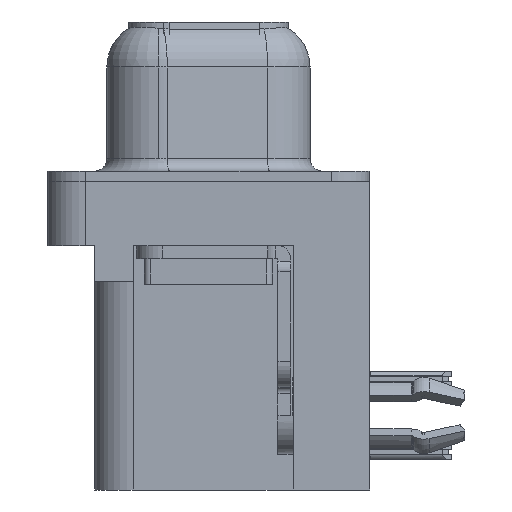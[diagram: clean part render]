
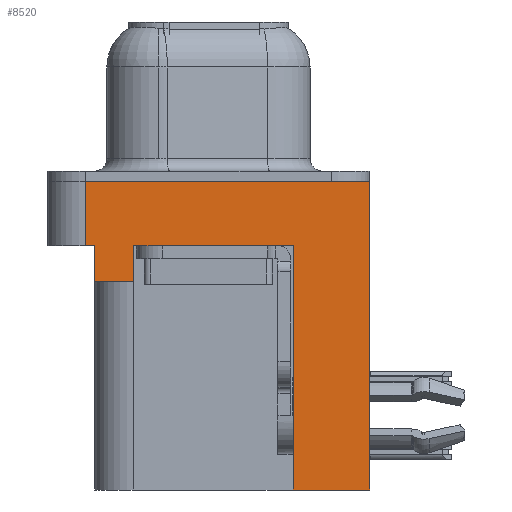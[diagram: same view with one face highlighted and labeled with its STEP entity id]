
A CAD part, left-side view. The second image highlights one B-rep face of the part: STEP entity #8520.
In plain terms, the highlighted planar face has unit normal (-1, 0, 0).
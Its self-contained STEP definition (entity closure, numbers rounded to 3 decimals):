
#205 = CARTESIAN_POINT ( 'NONE',  ( -2.91, 4.425, -3.9 ) ) ;
#291 = VECTOR ( 'NONE', #10993, 1000. ) ;
#539 = DIRECTION ( 'NONE',  ( 0., 0., 1. ) ) ;
#1884 = DIRECTION ( 'NONE',  ( 0., 0., 1. ) ) ;
#2271 = EDGE_CURVE ( 'NONE', #11328, #25989, #22491, .T. ) ;
#2726 = LINE ( 'NONE', #19253, #26604 ) ;
#4124 = CARTESIAN_POINT ( 'NONE',  ( -2.91, -3.295, -12. ) ) ;
#4137 = CARTESIAN_POINT ( 'NONE',  ( -2.91, 4.425, -2.5 ) ) ;
#5058 = CARTESIAN_POINT ( 'NONE',  ( -2.91, -6.275, 0. ) ) ;
#5095 = VERTEX_POINT ( 'NONE', #17068 ) ;
#5156 = DIRECTION ( 'NONE',  ( 0., 0., 1. ) ) ;
#5421 = CARTESIAN_POINT ( 'NONE',  ( -2.91, -6.275, -2.5 ) ) ;
#6015 = LINE ( 'NONE', #5421, #291 ) ;
#6138 = ORIENTED_EDGE ( 'NONE', *, *, #32284, .F. ) ;
#7809 = DIRECTION ( 'NONE',  ( -1., 0., 0. ) ) ;
#7907 = CARTESIAN_POINT ( 'NONE',  ( -2.91, -3.295, -12. ) ) ;
#8025 = ORIENTED_EDGE ( 'NONE', *, *, #2271, .F. ) ;
#8073 = DIRECTION ( 'NONE',  ( 0., -1., 0. ) ) ;
#8321 = VECTOR ( 'NONE', #30919, 1000. ) ;
#8520 = ADVANCED_FACE ( 'NONE', ( #16294 ), #13935, .T. ) ;
#8539 = VERTEX_POINT ( 'NONE', #27274 ) ;
#10013 = AXIS2_PLACEMENT_3D ( 'NONE', #16128, #7809, #5156 ) ;
#10285 = CARTESIAN_POINT ( 'NONE',  ( -2.91, 4.425, -3.9 ) ) ;
#10539 = VECTOR ( 'NONE', #23499, 1000. ) ;
#10712 = EDGE_CURVE ( 'NONE', #24313, #15437, #13587, .T. ) ;
#10786 = CARTESIAN_POINT ( 'NONE',  ( -2.91, 4.775, -2.5 ) ) ;
#10993 = DIRECTION ( 'NONE',  ( 0., -1., 0. ) ) ;
#11328 = VERTEX_POINT ( 'NONE', #7907 ) ;
#11689 = EDGE_CURVE ( 'NONE', #5095, #12568, #19473, .T. ) ;
#11770 = LINE ( 'NONE', #19486, #23907 ) ;
#11893 = CARTESIAN_POINT ( 'NONE',  ( -2.91, -3.295, -12. ) ) ;
#12097 = VECTOR ( 'NONE', #14702, 1000. ) ;
#12109 = CARTESIAN_POINT ( 'NONE',  ( -2.91, -6.275, -2.5 ) ) ;
#12568 = VERTEX_POINT ( 'NONE', #32805 ) ;
#12653 = VERTEX_POINT ( 'NONE', #10786 ) ;
#12665 = CARTESIAN_POINT ( 'NONE',  ( -2.91, -3.295, -2.5 ) ) ;
#12810 = ORIENTED_EDGE ( 'NONE', *, *, #33044, .F. ) ;
#13587 = LINE ( 'NONE', #205, #8321 ) ;
#13623 = VERTEX_POINT ( 'NONE', #4137 ) ;
#13911 = EDGE_CURVE ( 'NONE', #8539, #12568, #20618, .T. ) ;
#13935 = PLANE ( 'NONE',  #10013 ) ;
#14320 = CARTESIAN_POINT ( 'NONE',  ( -2.91, 2.895, -3.9 ) ) ;
#14428 = LINE ( 'NONE', #10285, #15706 ) ;
#14526 = EDGE_CURVE ( 'NONE', #8539, #11328, #32756, .T. ) ;
#14702 = DIRECTION ( 'NONE',  ( 0., -1., 0. ) ) ;
#15437 = VERTEX_POINT ( 'NONE', #23967 ) ;
#15706 = VECTOR ( 'NONE', #1884, 1000. ) ;
#15915 = ORIENTED_EDGE ( 'NONE', *, *, #13911, .T. ) ;
#16128 = CARTESIAN_POINT ( 'NONE',  ( -2.91, -6.275, -2.5 ) ) ;
#16294 = FACE_OUTER_BOUND ( 'NONE', #21163, .T. ) ;
#17068 = CARTESIAN_POINT ( 'NONE',  ( -2.91, 4.775, 0. ) ) ;
#17527 = DIRECTION ( 'NONE',  ( 0., 0., 1. ) ) ;
#17753 = VECTOR ( 'NONE', #17527, 1000. ) ;
#19253 = CARTESIAN_POINT ( 'NONE',  ( -2.91, -6.275, -2.5 ) ) ;
#19473 = LINE ( 'NONE', #5058, #12097 ) ;
#19486 = CARTESIAN_POINT ( 'NONE',  ( -2.91, 4.775, -2.5 ) ) ;
#19859 = ORIENTED_EDGE ( 'NONE', *, *, #14526, .F. ) ;
#20618 = LINE ( 'NONE', #12109, #21916 ) ;
#21163 = EDGE_LOOP ( 'NONE', ( #28601, #6138, #35172, #12810, #29844, #25053, #28473, #8025, #19859, #15915 ) ) ;
#21750 = VECTOR ( 'NONE', #539, 1000. ) ;
#21916 = VECTOR ( 'NONE', #25711, 1000. ) ;
#22491 = LINE ( 'NONE', #11893, #17753 ) ;
#23029 = LINE ( 'NONE', #28206, #21750 ) ;
#23499 = DIRECTION ( 'NONE',  ( 0., 1., 0. ) ) ;
#23907 = VECTOR ( 'NONE', #27418, 1000. ) ;
#23967 = CARTESIAN_POINT ( 'NONE',  ( -2.91, 4.425, -3.9 ) ) ;
#24048 = EDGE_CURVE ( 'NONE', #24313, #25356, #23029, .T. ) ;
#24313 = VERTEX_POINT ( 'NONE', #14320 ) ;
#25053 = ORIENTED_EDGE ( 'NONE', *, *, #24048, .T. ) ;
#25356 = VERTEX_POINT ( 'NONE', #25882 ) ;
#25711 = DIRECTION ( 'NONE',  ( 0., 0., 1. ) ) ;
#25882 = CARTESIAN_POINT ( 'NONE',  ( -2.91, 2.895, -2.5 ) ) ;
#25989 = VERTEX_POINT ( 'NONE', #12665 ) ;
#26604 = VECTOR ( 'NONE', #8073, 1000. ) ;
#27187 = EDGE_CURVE ( 'NONE', #25356, #25989, #6015, .T. ) ;
#27274 = CARTESIAN_POINT ( 'NONE',  ( -2.91, -6.275, -12. ) ) ;
#27418 = DIRECTION ( 'NONE',  ( 0., 0., 1. ) ) ;
#28206 = CARTESIAN_POINT ( 'NONE',  ( -2.91, 2.895, -3.9 ) ) ;
#28473 = ORIENTED_EDGE ( 'NONE', *, *, #27187, .T. ) ;
#28601 = ORIENTED_EDGE ( 'NONE', *, *, #11689, .F. ) ;
#29844 = ORIENTED_EDGE ( 'NONE', *, *, #10712, .F. ) ;
#30919 = DIRECTION ( 'NONE',  ( 0., 1., 0. ) ) ;
#32284 = EDGE_CURVE ( 'NONE', #12653, #5095, #11770, .T. ) ;
#32756 = LINE ( 'NONE', #4124, #10539 ) ;
#32805 = CARTESIAN_POINT ( 'NONE',  ( -2.91, -6.275, 0. ) ) ;
#33044 = EDGE_CURVE ( 'NONE', #15437, #13623, #14428, .T. ) ;
#34998 = EDGE_CURVE ( 'NONE', #12653, #13623, #2726, .T. ) ;
#35172 = ORIENTED_EDGE ( 'NONE', *, *, #34998, .T. ) ;
